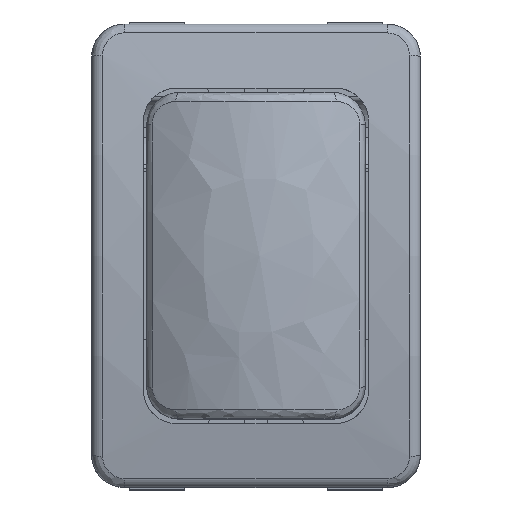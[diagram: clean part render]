
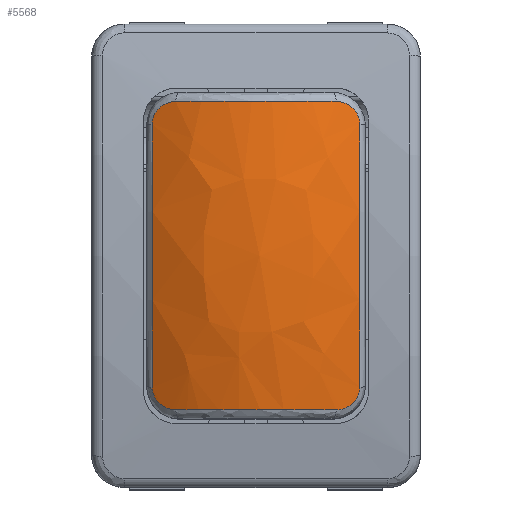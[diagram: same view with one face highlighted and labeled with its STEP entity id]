
A CAD part, top view. The second image highlights one B-rep face of the part: STEP entity #5568.
In plain terms, the highlighted free-form (B-spline) face has degree [2, 2] with [3, 5] control points.
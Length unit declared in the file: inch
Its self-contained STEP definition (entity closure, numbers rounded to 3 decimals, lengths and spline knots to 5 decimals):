
#4978=CARTESIAN_POINT('',(-0.18498,-0.23491,0.81846));
#4979=VERTEX_POINT('',#4978);
#5000=CARTESIAN_POINT('',(-0.14341,-0.27488,0.83253));
#5001=VERTEX_POINT('',#5000);
#5009=CARTESIAN_POINT('',(-0.14341,-0.27488,0.83253));
#5010=CARTESIAN_POINT('',(-0.15228,-0.27485,0.82877));
#5011=CARTESIAN_POINT('',(-0.16724,-0.27018,0.8225));
#5012=CARTESIAN_POINT('',(-0.18192,-0.25345,0.8173));
#5013=CARTESIAN_POINT('',(-0.18498,-0.24098,0.81752));
#5014=CARTESIAN_POINT('',(-0.18498,-0.23491,0.81846));
#5015=B_SPLINE_CURVE_WITH_KNOTS('',3,(#5009,#5010,#5011,#5012,#5013,#5014),.UNSPECIFIED.,.F.,.U.,(4,1,1,4),(-0.16214,-0.09265,-0.04632,0.0),.UNSPECIFIED.);
#5016=EDGE_CURVE('',#5001,#4979,#5015,.T.);
#5058=CARTESIAN_POINT('',(0.14341,-0.27488,0.83253));
#5059=VERTEX_POINT('',#5058);
#5067=CARTESIAN_POINT('',(0.14341,-0.27488,0.83253));
#5068=CARTESIAN_POINT('',(0.10482,-0.275,0.84889));
#5069=CARTESIAN_POINT('',(0.00822,-0.27516,0.87175));
#5070=CARTESIAN_POINT('',(-0.09195,-0.27504,0.85434));
#5071=CARTESIAN_POINT('',(-0.14341,-0.27488,0.83253));
#5072=B_SPLINE_CURVE_WITH_KNOTS('',3,(#5067,#5068,#5069,#5070,#5071),.UNSPECIFIED.,.F.,.U.,(4,1,4),(-0.70608,-0.40347,0.),.UNSPECIFIED.);
#5073=EDGE_CURVE('',#5059,#5001,#5072,.T.);
#5099=CARTESIAN_POINT('',(-0.18498,0.23492,0.81832));
#5100=VERTEX_POINT('',#5099);
#5118=CARTESIAN_POINT('',(-0.18498,-0.00022,0.07089));
#5119=DIRECTION('',(-1.0,0.0,0.0));
#5120=DIRECTION('',(0.0,-1.,0.));
#5121=AXIS2_PLACEMENT_3D('',#5118,#5119,#5120);
#5122=ELLIPSE('',#5121,1.08716,0.76558);
#5123=EDGE_CURVE('',#4979,#5100,#5122,.T.);
#5171=CARTESIAN_POINT('',(0.18498,-0.23491,0.81846));
#5172=VERTEX_POINT('',#5171);
#5180=CARTESIAN_POINT('',(0.18498,-0.23491,0.81846));
#5181=CARTESIAN_POINT('',(0.18498,-0.24098,0.81752));
#5182=CARTESIAN_POINT('',(0.18345,-0.24721,0.81741));
#5183=CARTESIAN_POINT('',(0.17774,-0.25821,0.81878));
#5184=CARTESIAN_POINT('',(0.17356,-0.26298,0.82026));
#5185=CARTESIAN_POINT('',(0.16129,-0.27203,0.825));
#5186=CARTESIAN_POINT('',(0.15227,-0.27485,0.82877));
#5187=CARTESIAN_POINT('',(0.14341,-0.27488,0.83253));
#5188=B_SPLINE_CURVE_WITH_KNOTS('',3,(#5180,#5181,#5182,#5183,#5184,#5185,#5186,#5187),.UNSPECIFIED.,.F.,.U.,(4,2,2,4),(-0.16203,-0.11574,-0.06944,0.0),.UNSPECIFIED.);
#5189=EDGE_CURVE('',#5172,#5059,#5188,.T.);
#5225=CARTESIAN_POINT('',(-0.14341,0.27489,0.83236));
#5226=VERTEX_POINT('',#5225);
#5246=CARTESIAN_POINT('',(-0.18498,0.23492,0.81832));
#5247=CARTESIAN_POINT('',(-0.18498,0.23947,0.81761));
#5248=CARTESIAN_POINT('',(-0.18331,0.24873,0.81708));
#5249=CARTESIAN_POINT('',(-0.17186,0.26778,0.82035));
#5250=CARTESIAN_POINT('',(-0.15523,0.27485,0.82735));
#5251=CARTESIAN_POINT('',(-0.14341,0.27489,0.83236));
#5252=B_SPLINE_CURVE_WITH_KNOTS('',3,(#5246,#5247,#5248,#5249,#5250,#5251),.UNSPECIFIED.,.F.,.U.,(4,1,1,4),(-0.16213,-0.12739,-0.09265,0.0),.UNSPECIFIED.);
#5253=EDGE_CURVE('',#5100,#5226,#5252,.T.);
#5289=CARTESIAN_POINT('',(0.18498,0.23492,0.81832));
#5290=VERTEX_POINT('',#5289);
#5298=CARTESIAN_POINT('',(0.18498,-0.00022,0.07089));
#5299=DIRECTION('',(1.0,0.0,0.0));
#5300=DIRECTION('',(0.0,-1.,0.));
#5301=AXIS2_PLACEMENT_3D('',#5298,#5299,#5300);
#5302=ELLIPSE('',#5301,1.08716,0.76558);
#5303=EDGE_CURVE('',#5290,#5172,#5302,.T.);
#5334=CARTESIAN_POINT('',(0.14341,0.27489,0.83236));
#5335=VERTEX_POINT('',#5334);
#5354=CARTESIAN_POINT('',(-0.14341,0.27489,0.83236));
#5355=CARTESIAN_POINT('',(-0.10482,0.27501,0.84872));
#5356=CARTESIAN_POINT('',(-0.00686,0.27517,0.87161));
#5357=CARTESIAN_POINT('',(0.09195,0.27505,0.85418));
#5358=CARTESIAN_POINT('',(0.14341,0.27489,0.83236));
#5359=B_SPLINE_CURVE_WITH_KNOTS('',3,(#5354,#5355,#5356,#5357,#5358),.UNSPECIFIED.,.F.,.U.,(4,1,4),(-0.70608,-0.40348,0.0),.UNSPECIFIED.);
#5360=EDGE_CURVE('',#5226,#5335,#5359,.T.);
#5407=CARTESIAN_POINT('',(0.14341,0.27489,0.83236));
#5408=CARTESIAN_POINT('',(0.15227,0.27486,0.82861));
#5409=CARTESIAN_POINT('',(0.16129,0.27204,0.82483));
#5410=CARTESIAN_POINT('',(0.17356,0.26299,0.82009));
#5411=CARTESIAN_POINT('',(0.17774,0.25822,0.81863));
#5412=CARTESIAN_POINT('',(0.18345,0.24722,0.81726));
#5413=CARTESIAN_POINT('',(0.18498,0.24099,0.81737));
#5414=CARTESIAN_POINT('',(0.18498,0.23492,0.81832));
#5415=B_SPLINE_CURVE_WITH_KNOTS('',3,(#5407,#5408,#5409,#5410,#5411,#5412,#5413,#5414),.UNSPECIFIED.,.F.,.U.,(4,2,2,4),(-0.16203,-0.09259,-0.04629,0.),.UNSPECIFIED.);
#5416=EDGE_CURVE('',#5335,#5290,#5415,.T.);
#5535=CARTESIAN_POINT('',(-0.18498,0.27141,0.81217));
#5536=CARTESIAN_POINT('',(0.,0.29027,0.91647));
#5537=CARTESIAN_POINT('',(0.18498,0.27141,0.81217));
#5538=CARTESIAN_POINT('',(-0.18498,0.13658,0.83658));
#5539=CARTESIAN_POINT('',(0.,0.14607,0.94258));
#5540=CARTESIAN_POINT('',(0.18498,0.13658,0.83658));
#5541=CARTESIAN_POINT('',(-0.18498,-0.00044,0.83659));
#5542=CARTESIAN_POINT('',(0.,-0.00047,0.94258));
#5543=CARTESIAN_POINT('',(0.18498,-0.00044,0.83659));
#5544=CARTESIAN_POINT('',(-0.18498,-0.13701,0.83659));
#5545=CARTESIAN_POINT('',(0.,-0.14652,0.94258));
#5546=CARTESIAN_POINT('',(0.18498,-0.13701,0.83659));
#5547=CARTESIAN_POINT('',(-0.18498,-0.2714,0.81233));
#5548=CARTESIAN_POINT('',(0.,-0.29025,0.91664));
#5549=CARTESIAN_POINT('',(0.18498,-0.2714,0.81233));
#5557=(BOUNDED_SURFACE()B_SPLINE_SURFACE(2,2,((#5535,#5538,#5541,#5544,#5547),(#5536,#5539,#5542,#5545,#5548),(#5537,#5540,#5543,#5546,#5549)),.UNSPECIFIED.,.F.,.F.,.F.)B_SPLINE_SURFACE_WITH_KNOTS((3,3),(3,2,3),(2.07001,3.11065),(1.39164,1.57079,1.74935),.UNSPECIFIED.)GEOMETRIC_REPRESENTATION_ITEM()RATIONAL_B_SPLINE_SURFACE(((0.816,0.84,0.871,0.84,0.817),(0.754,0.776,0.805,0.776,0.754),(0.925,0.952,0.988,0.952,0.926)))REPRESENTATION_ITEM('')SURFACE());
#5558=ORIENTED_EDGE('',*,*,#5016,.F.);
#5559=ORIENTED_EDGE('',*,*,#5073,.F.);
#5560=ORIENTED_EDGE('',*,*,#5189,.F.);
#5561=ORIENTED_EDGE('',*,*,#5303,.F.);
#5562=ORIENTED_EDGE('',*,*,#5416,.F.);
#5563=ORIENTED_EDGE('',*,*,#5360,.F.);
#5564=ORIENTED_EDGE('',*,*,#5253,.F.);
#5565=ORIENTED_EDGE('',*,*,#5123,.F.);
#5566=EDGE_LOOP('',(#5558,#5559,#5560,#5561,#5562,#5563,#5564,#5565));
#5567=FACE_OUTER_BOUND('',#5566,.T.);
#5568=ADVANCED_FACE('',(#5567),#5557,.F.);
